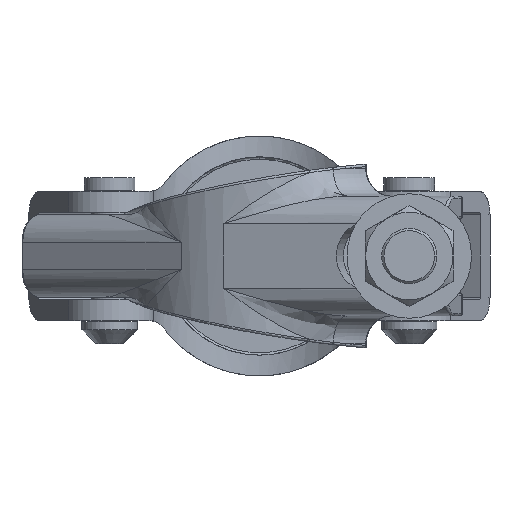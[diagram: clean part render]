
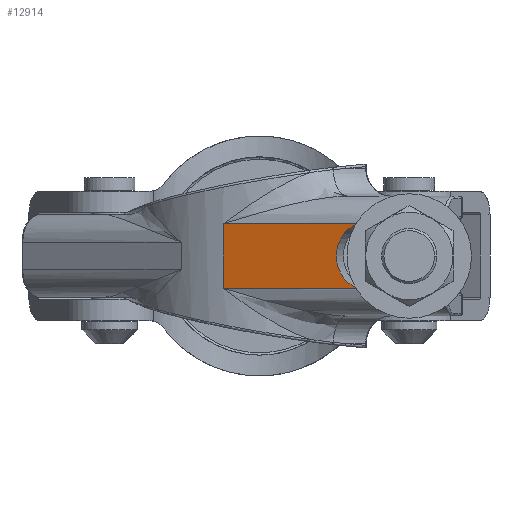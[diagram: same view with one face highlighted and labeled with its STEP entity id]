
A CAD part, front view. The second image highlights one B-rep face of the part: STEP entity #12914.
In plain terms, the highlighted face is planar.
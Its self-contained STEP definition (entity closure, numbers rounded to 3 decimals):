
#66 = VECTOR ( 'NONE', #14594, 1000. ) ;
#1141 = DIRECTION ( 'NONE',  ( -0.986, -0.169, 0. ) ) ;
#1174 = AXIS2_PLACEMENT_3D ( 'NONE', #1304, #23077, #1141 ) ;
#1304 = CARTESIAN_POINT ( 'NONE',  ( 55., -20., 13. ) ) ;
#1468 = CARTESIAN_POINT ( 'NONE',  ( 37.751, -22.955, 0. ) ) ;
#1685 = VERTEX_POINT ( 'NONE', #18199 ) ;
#2499 = VERTEX_POINT ( 'NONE', #2818 ) ;
#2818 = CARTESIAN_POINT ( 'NONE',  ( 4.897, -28.584, 7. ) ) ;
#3290 = EDGE_CURVE ( 'NONE', #6417, #2499, #8943, .T. ) ;
#3645 = ORIENTED_EDGE ( 'NONE', *, *, #15275, .T. ) ;
#3804 = EDGE_LOOP ( 'NONE', ( #3645, #6136, #13381, #7610 ) ) ;
#6136 = ORIENTED_EDGE ( 'NONE', *, *, #7756, .F. ) ;
#6215 = EDGE_CURVE ( 'NONE', #2499, #1685, #18645, .T. ) ;
#6259 = DIRECTION ( 'NONE',  ( -0.986, -0.169, 0. ) ) ;
#6300 = LINE ( 'NONE', #21653, #66 ) ;
#6417 = VERTEX_POINT ( 'NONE', #8315 ) ;
#7610 = ORIENTED_EDGE ( 'NONE', *, *, #6215, .T. ) ;
#7756 = EDGE_CURVE ( 'NONE', #6417, #17669, #14068, .T. ) ;
#8315 = CARTESIAN_POINT ( 'NONE',  ( 35.097, -23.41, 7. ) ) ;
#8600 = PLANE ( 'NONE',  #1174 ) ;
#8943 = LINE ( 'NONE', #20605, #12636 ) ;
#12309 = FACE_OUTER_BOUND ( 'NONE', #3804, .T. ) ;
#12636 = VECTOR ( 'NONE', #6259, 1000. ) ;
#12914 = ADVANCED_FACE ( 'NONE', ( #12309 ), #8600, .F. ) ;
#13381 = ORIENTED_EDGE ( 'NONE', *, *, #3290, .T. ) ;
#13889 = DIRECTION ( 'NONE',  ( 0.986, 0.169, 0. ) ) ;
#14068 = CIRCLE ( 'NONE', #14324, 7.5 ) ;
#14324 = AXIS2_PLACEMENT_3D ( 'NONE', #1468, #15961, #13889 ) ;
#14594 = DIRECTION ( 'NONE',  ( 0.986, 0.169, 0. ) ) ;
#15275 = EDGE_CURVE ( 'NONE', #1685, #17669, #6300, .T. ) ;
#15961 = DIRECTION ( 'NONE',  ( 0.169, -0.986, 0. ) ) ;
#17669 = VERTEX_POINT ( 'NONE', #21221 ) ;
#18199 = CARTESIAN_POINT ( 'NONE',  ( 4.897, -28.584, -7. ) ) ;
#18645 = LINE ( 'NONE', #22270, #22037 ) ;
#20605 = CARTESIAN_POINT ( 'NONE',  ( 4.897, -28.584, 7. ) ) ;
#21221 = CARTESIAN_POINT ( 'NONE',  ( 35.097, -23.41, -7. ) ) ;
#21653 = CARTESIAN_POINT ( 'NONE',  ( 55., -20., -7. ) ) ;
#22037 = VECTOR ( 'NONE', #22113, 1000. ) ;
#22113 = DIRECTION ( 'NONE',  ( 0., 0., -1. ) ) ;
#22270 = CARTESIAN_POINT ( 'NONE',  ( 4.897, -28.584, 13. ) ) ;
#23077 = DIRECTION ( 'NONE',  ( -0.169, 0.986, 0. ) ) ;
